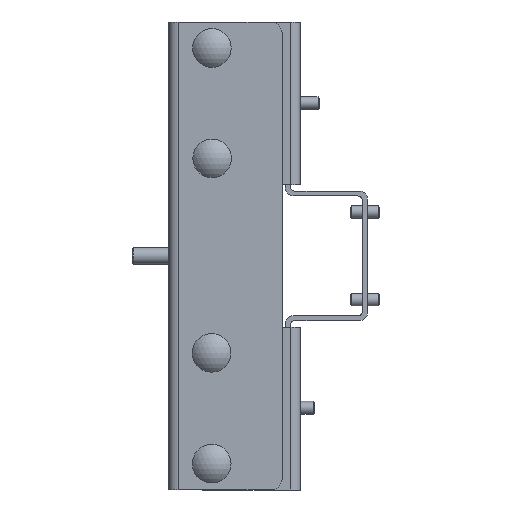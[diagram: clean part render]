
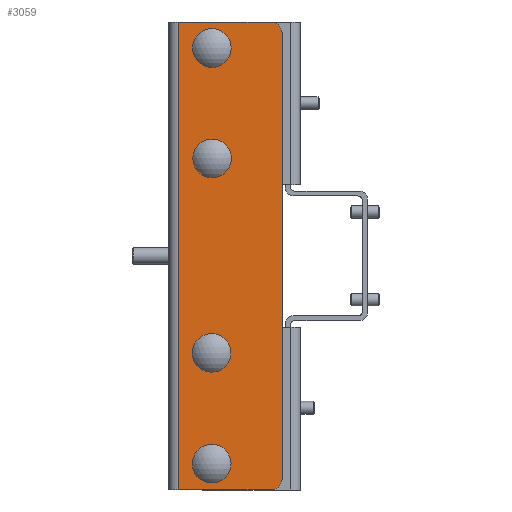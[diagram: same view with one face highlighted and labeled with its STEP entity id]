
A CAD part, left-side view. The second image highlights one B-rep face of the part: STEP entity #3059.
In plain terms, the highlighted planar face has unit normal (-1, 0, 0).
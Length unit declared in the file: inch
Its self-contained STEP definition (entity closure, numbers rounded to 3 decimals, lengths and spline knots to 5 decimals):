
#298=FACE_BOUND('',#717,.T.);
#299=FACE_BOUND('',#718,.T.);
#300=FACE_BOUND('',#719,.T.);
#301=FACE_BOUND('',#720,.T.);
#381=PLANE('',#3463);
#527=FACE_OUTER_BOUND('',#716,.T.);
#716=EDGE_LOOP('',(#2676,#2677,#2678,#2679,#2680,#2681));
#717=EDGE_LOOP('',(#2682,#2683,#2684,#2685));
#718=EDGE_LOOP('',(#2686,#2687,#2688,#2689));
#719=EDGE_LOOP('',(#2690,#2691,#2692,#2693));
#720=EDGE_LOOP('',(#2694,#2695,#2696,#2697));
#845=LINE('',#4845,#1110);
#851=LINE('',#4857,#1116);
#859=LINE('',#4872,#1124);
#862=LINE('',#4876,#1127);
#869=LINE('',#4893,#1134);
#875=LINE('',#4905,#1140);
#883=LINE('',#4920,#1148);
#886=LINE('',#4924,#1151);
#893=LINE('',#4941,#1158);
#899=LINE('',#4953,#1164);
#907=LINE('',#4968,#1172);
#910=LINE('',#4972,#1175);
#917=LINE('',#4989,#1182);
#923=LINE('',#5001,#1188);
#931=LINE('',#5016,#1196);
#934=LINE('',#5020,#1199);
#941=LINE('',#5042,#1206);
#955=LINE('',#5090,#1220);
#959=LINE('',#5102,#1224);
#966=LINE('',#5117,#1231);
#1110=VECTOR('',#3935,0.3937);
#1116=VECTOR('',#3945,0.3937);
#1124=VECTOR('',#3959,0.3937);
#1127=VECTOR('',#3964,0.3937);
#1134=VECTOR('',#3975,0.3937);
#1140=VECTOR('',#3985,0.3937);
#1148=VECTOR('',#3999,0.3937);
#1151=VECTOR('',#4004,0.3937);
#1158=VECTOR('',#4015,0.3937);
#1164=VECTOR('',#4025,0.3937);
#1172=VECTOR('',#4039,0.3937);
#1175=VECTOR('',#4044,0.3937);
#1182=VECTOR('',#4055,0.3937);
#1188=VECTOR('',#4065,0.3937);
#1196=VECTOR('',#4079,0.3937);
#1199=VECTOR('',#4084,0.3937);
#1206=VECTOR('',#4103,0.3937);
#1220=VECTOR('',#4145,0.3937);
#1224=VECTOR('',#4159,0.3937);
#1231=VECTOR('',#4182,0.3937);
#1362=CIRCLE('',#3431,0.1875);
#1377=CIRCLE('',#3453,0.1875);
#1517=VERTEX_POINT('',#4842);
#1518=VERTEX_POINT('',#4844);
#1522=VERTEX_POINT('',#4856);
#1526=VERTEX_POINT('',#4871);
#1533=VERTEX_POINT('',#4890);
#1534=VERTEX_POINT('',#4892);
#1538=VERTEX_POINT('',#4904);
#1542=VERTEX_POINT('',#4919);
#1549=VERTEX_POINT('',#4938);
#1550=VERTEX_POINT('',#4940);
#1554=VERTEX_POINT('',#4952);
#1558=VERTEX_POINT('',#4967);
#1565=VERTEX_POINT('',#4986);
#1566=VERTEX_POINT('',#4988);
#1570=VERTEX_POINT('',#5000);
#1574=VERTEX_POINT('',#5015);
#1575=VERTEX_POINT('',#5022);
#1576=VERTEX_POINT('',#5023);
#1583=VERTEX_POINT('',#5041);
#1602=VERTEX_POINT('',#5087);
#1603=VERTEX_POINT('',#5089);
#1606=VERTEX_POINT('',#5098);
#1844=EDGE_CURVE('',#1518,#1517,#845,.T.);
#1850=EDGE_CURVE('',#1522,#1518,#851,.T.);
#1858=EDGE_CURVE('',#1526,#1522,#859,.T.);
#1861=EDGE_CURVE('',#1517,#1526,#862,.T.);
#1868=EDGE_CURVE('',#1534,#1533,#869,.T.);
#1874=EDGE_CURVE('',#1538,#1534,#875,.T.);
#1882=EDGE_CURVE('',#1542,#1538,#883,.T.);
#1885=EDGE_CURVE('',#1533,#1542,#886,.T.);
#1892=EDGE_CURVE('',#1550,#1549,#893,.T.);
#1898=EDGE_CURVE('',#1554,#1550,#899,.T.);
#1906=EDGE_CURVE('',#1558,#1554,#907,.T.);
#1909=EDGE_CURVE('',#1549,#1558,#910,.T.);
#1916=EDGE_CURVE('',#1566,#1565,#917,.T.);
#1922=EDGE_CURVE('',#1570,#1566,#923,.T.);
#1930=EDGE_CURVE('',#1574,#1570,#931,.T.);
#1933=EDGE_CURVE('',#1565,#1574,#934,.T.);
#1934=EDGE_CURVE('',#1575,#1576,#1362,.T.);
#1943=EDGE_CURVE('',#1583,#1576,#941,.T.);
#1967=EDGE_CURVE('',#1603,#1602,#955,.T.);
#1972=EDGE_CURVE('',#1603,#1606,#1377,.T.);
#1974=EDGE_CURVE('',#1583,#1602,#959,.T.);
#1981=EDGE_CURVE('',#1575,#1606,#966,.T.);
#2676=ORIENTED_EDGE('',*,*,#1934,.F.);
#2677=ORIENTED_EDGE('',*,*,#1981,.T.);
#2678=ORIENTED_EDGE('',*,*,#1972,.F.);
#2679=ORIENTED_EDGE('',*,*,#1967,.T.);
#2680=ORIENTED_EDGE('',*,*,#1974,.F.);
#2681=ORIENTED_EDGE('',*,*,#1943,.T.);
#2682=ORIENTED_EDGE('',*,*,#1858,.T.);
#2683=ORIENTED_EDGE('',*,*,#1850,.T.);
#2684=ORIENTED_EDGE('',*,*,#1844,.T.);
#2685=ORIENTED_EDGE('',*,*,#1861,.T.);
#2686=ORIENTED_EDGE('',*,*,#1882,.T.);
#2687=ORIENTED_EDGE('',*,*,#1874,.T.);
#2688=ORIENTED_EDGE('',*,*,#1868,.T.);
#2689=ORIENTED_EDGE('',*,*,#1885,.T.);
#2690=ORIENTED_EDGE('',*,*,#1906,.T.);
#2691=ORIENTED_EDGE('',*,*,#1898,.T.);
#2692=ORIENTED_EDGE('',*,*,#1892,.T.);
#2693=ORIENTED_EDGE('',*,*,#1909,.T.);
#2694=ORIENTED_EDGE('',*,*,#1930,.T.);
#2695=ORIENTED_EDGE('',*,*,#1922,.T.);
#2696=ORIENTED_EDGE('',*,*,#1916,.T.);
#2697=ORIENTED_EDGE('',*,*,#1933,.T.);
#3059=ADVANCED_FACE('',(#527,#298,#299,#300,#301),#381,.T.);
#3431=AXIS2_PLACEMENT_3D('',#5024,#4087,#4088);
#3453=AXIS2_PLACEMENT_3D('',#5099,#4154,#4155);
#3463=AXIS2_PLACEMENT_3D('',#5118,#4183,#4184);
#3935=DIRECTION('',(0.,-1.,0.));
#3945=DIRECTION('',(0.,0.,1.));
#3959=DIRECTION('',(0.,1.,0.));
#3964=DIRECTION('',(0.,0.,-1.));
#3975=DIRECTION('',(0.,-1.,0.));
#3985=DIRECTION('',(0.,0.,1.));
#3999=DIRECTION('',(0.,1.,0.));
#4004=DIRECTION('',(0.,0.,-1.));
#4015=DIRECTION('',(0.,-1.,0.));
#4025=DIRECTION('',(0.,0.,1.));
#4039=DIRECTION('',(0.,1.,0.));
#4044=DIRECTION('',(0.,0.,-1.));
#4055=DIRECTION('',(0.,-1.,0.));
#4065=DIRECTION('',(0.,0.,1.));
#4079=DIRECTION('',(0.,1.,0.));
#4084=DIRECTION('',(0.,0.,-1.));
#4087=DIRECTION('center_axis',(1.,0.,0.));
#4088=DIRECTION('ref_axis',(0.,-0.707,-0.707));
#4103=DIRECTION('',(0.,-1.,0.));
#4145=DIRECTION('',(0.,1.,0.));
#4154=DIRECTION('center_axis',(1.,0.,0.));
#4155=DIRECTION('ref_axis',(0.,-0.707,0.707));
#4159=DIRECTION('',(0.,0.,1.));
#4182=DIRECTION('',(0.,0.,1.));
#4183=DIRECTION('center_axis',(-1.,0.,0.));
#4184=DIRECTION('ref_axis',(0.,0.,1.));
#4842=CARTESIAN_POINT('',(0.,0.9325,-1.35975));
#4844=CARTESIAN_POINT('',(0.,1.2285,-1.35975));
#4845=CARTESIAN_POINT('',(0.,0.61425,-1.35975));
#4856=CARTESIAN_POINT('',(0.,1.2285,-1.65575));
#4857=CARTESIAN_POINT('',(0.,1.2285,-0.82787));
#4871=CARTESIAN_POINT('',(0.,0.9325,-1.65575));
#4872=CARTESIAN_POINT('',(0.,0.46625,-1.65575));
#4876=CARTESIAN_POINT('',(0.,0.9325,-0.67988));
#4890=CARTESIAN_POINT('',(0.,0.9325,3.32775));
#4892=CARTESIAN_POINT('',(0.,1.2285,3.32775));
#4893=CARTESIAN_POINT('',(0.,0.61425,3.32775));
#4904=CARTESIAN_POINT('',(0.,1.2285,3.03175));
#4905=CARTESIAN_POINT('',(0.,1.2285,1.51588));
#4919=CARTESIAN_POINT('',(0.,0.9325,3.03175));
#4920=CARTESIAN_POINT('',(0.,0.46625,3.03175));
#4924=CARTESIAN_POINT('',(0.,0.9325,1.66388));
#4938=CARTESIAN_POINT('',(0.,0.9325,1.65575));
#4940=CARTESIAN_POINT('',(0.,1.2285,1.65575));
#4941=CARTESIAN_POINT('',(0.,0.61425,1.65575));
#4952=CARTESIAN_POINT('',(0.,1.2285,1.35975));
#4953=CARTESIAN_POINT('',(0.,1.2285,0.67988));
#4967=CARTESIAN_POINT('',(0.,0.9325,1.35975));
#4968=CARTESIAN_POINT('',(0.,0.46625,1.35975));
#4972=CARTESIAN_POINT('',(0.,0.9325,0.82788));
#4986=CARTESIAN_POINT('',(0.,0.9325,-3.03175));
#4988=CARTESIAN_POINT('',(0.,1.2285,-3.03175));
#4989=CARTESIAN_POINT('',(0.,0.61425,-3.03175));
#5000=CARTESIAN_POINT('',(0.,1.2285,-3.32775));
#5001=CARTESIAN_POINT('',(0.,1.2285,-1.66388));
#5015=CARTESIAN_POINT('',(0.,0.9325,-3.32775));
#5016=CARTESIAN_POINT('',(0.,0.46625,-3.32775));
#5020=CARTESIAN_POINT('',(0.,0.9325,-1.51588));
#5022=CARTESIAN_POINT('',(0.,0.,-3.40625));
#5023=CARTESIAN_POINT('',(0.,0.1875,-3.59375));
#5024=CARTESIAN_POINT('Origin',(0.,0.1875,-3.40625));
#5041=CARTESIAN_POINT('',(0.,1.6005,-3.59375));
#5042=CARTESIAN_POINT('',(0.,0.,-3.59375));
#5087=CARTESIAN_POINT('',(0.,1.6005,3.59375));
#5089=CARTESIAN_POINT('',(0.,0.1875,3.59375));
#5090=CARTESIAN_POINT('',(0.,0.,3.59375));
#5098=CARTESIAN_POINT('',(0.,0.,3.40625));
#5099=CARTESIAN_POINT('Origin',(0.,0.1875,3.40625));
#5102=CARTESIAN_POINT('',(0.,1.6005,0.));
#5117=CARTESIAN_POINT('',(0.,0.,0.));
#5118=CARTESIAN_POINT('Origin',(0.,0.,0.));
